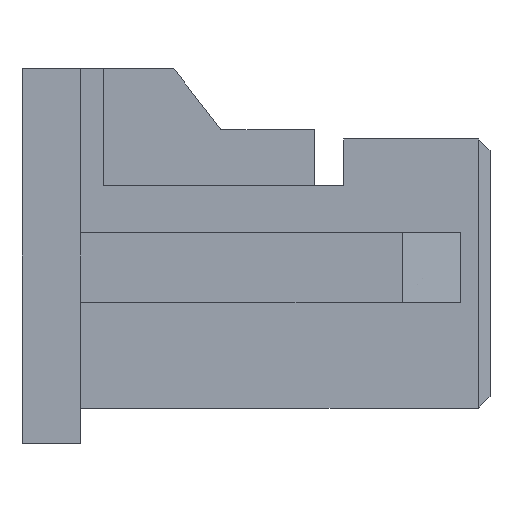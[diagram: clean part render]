
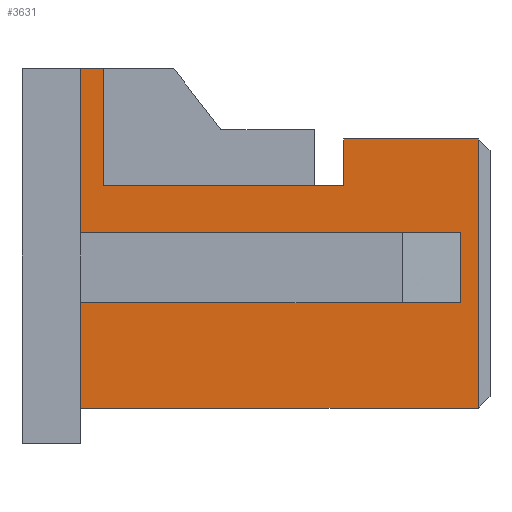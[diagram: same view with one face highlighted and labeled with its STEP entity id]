
A CAD part, left-side view. The second image highlights one B-rep face of the part: STEP entity #3631.
In plain terms, the highlighted planar face has unit normal (-1, 0, 0).
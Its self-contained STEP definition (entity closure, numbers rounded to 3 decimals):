
#63 = VECTOR ( 'NONE', #3243, 1000. ) ;
#189 = LINE ( 'NONE', #3066, #2492 ) ;
#194 = LINE ( 'NONE', #3847, #904 ) ;
#231 = EDGE_CURVE ( 'NONE', #2759, #2414, #571, .T. ) ;
#250 = VERTEX_POINT ( 'NONE', #2428 ) ;
#253 = DIRECTION ( 'NONE',  ( 0., 0., 1. ) ) ;
#254 = VECTOR ( 'NONE', #3772, 1000. ) ;
#260 = LINE ( 'NONE', #589, #4137 ) ;
#293 = CARTESIAN_POINT ( 'NONE',  ( 0.435, 0.25, -0.4 ) ) ;
#309 = EDGE_CURVE ( 'NONE', #4305, #1068, #194, .T. ) ;
#332 = VECTOR ( 'NONE', #4153, 1000. ) ;
#333 = ORIENTED_EDGE ( 'NONE', *, *, #2159, .F. ) ;
#480 = CARTESIAN_POINT ( 'NONE',  ( 0.435, 0.25, -0.4 ) ) ;
#553 = VECTOR ( 'NONE', #1661, 1000. ) ;
#571 = LINE ( 'NONE', #2009, #2098 ) ;
#589 = CARTESIAN_POINT ( 'NONE',  ( 0.435, 1.25, 0.6 ) ) ;
#617 = DIRECTION ( 'NONE',  ( 0., 0., 1. ) ) ;
#624 = EDGE_CURVE ( 'NONE', #250, #4332, #260, .T. ) ;
#685 = CARTESIAN_POINT ( 'NONE',  ( 0.435, 3.5, -1.3 ) ) ;
#801 = VERTEX_POINT ( 'NONE', #4343 ) ;
#904 = VECTOR ( 'NONE', #1641, 1000. ) ;
#968 = CARTESIAN_POINT ( 'NONE',  ( 0.435, 0.1, -1.3 ) ) ;
#1002 = LINE ( 'NONE', #2720, #332 ) ;
#1028 = ORIENTED_EDGE ( 'NONE', *, *, #4351, .T. ) ;
#1061 = VERTEX_POINT ( 'NONE', #685 ) ;
#1068 = VERTEX_POINT ( 'NONE', #4307 ) ;
#1113 = ORIENTED_EDGE ( 'NONE', *, *, #1677, .T. ) ;
#1267 = CARTESIAN_POINT ( 'NONE',  ( 0.435, 0.1, -1.3 ) ) ;
#1336 = CARTESIAN_POINT ( 'NONE',  ( 0.435, 3.5, 1.6 ) ) ;
#1369 = ORIENTED_EDGE ( 'NONE', *, *, #1971, .T. ) ;
#1373 = CARTESIAN_POINT ( 'NONE',  ( 0.435, 3.5, 0.2 ) ) ;
#1422 = PLANE ( 'NONE',  #4459 ) ;
#1454 = VECTOR ( 'NONE', #1601, 1000. ) ;
#1480 = ORIENTED_EDGE ( 'NONE', *, *, #3022, .F. ) ;
#1577 = CARTESIAN_POINT ( 'NONE',  ( 0.435, 3.5, -1.3 ) ) ;
#1601 = DIRECTION ( 'NONE',  ( 0., 0., 1. ) ) ;
#1602 = CARTESIAN_POINT ( 'NONE',  ( 0.435, 1.25, 1. ) ) ;
#1641 = DIRECTION ( 'NONE',  ( 0., -1., 0. ) ) ;
#1661 = DIRECTION ( 'NONE',  ( 0., 0., 1. ) ) ;
#1677 = EDGE_CURVE ( 'NONE', #2414, #250, #1002, .T. ) ;
#1961 = EDGE_CURVE ( 'NONE', #3597, #801, #4054, .T. ) ;
#1968 = VERTEX_POINT ( 'NONE', #4096 ) ;
#1971 = EDGE_CURVE ( 'NONE', #2381, #2759, #4497, .T. ) ;
#1987 = CARTESIAN_POINT ( 'NONE',  ( 0.435, 0.1, -1.3 ) ) ;
#2009 = CARTESIAN_POINT ( 'NONE',  ( 0.435, 0.1, 1. ) ) ;
#2025 = ORIENTED_EDGE ( 'NONE', *, *, #1961, .F. ) ;
#2098 = VECTOR ( 'NONE', #2383, 1000. ) ;
#2123 = VECTOR ( 'NONE', #3160, 1000. ) ;
#2132 = CARTESIAN_POINT ( 'NONE',  ( 0.435, 0., 0.2 ) ) ;
#2159 = EDGE_CURVE ( 'NONE', #1061, #2785, #2628, .T. ) ;
#2338 = CARTESIAN_POINT ( 'NONE',  ( 0.435, 0.1, 1. ) ) ;
#2339 = ORIENTED_EDGE ( 'NONE', *, *, #3503, .F. ) ;
#2381 = VERTEX_POINT ( 'NONE', #1267 ) ;
#2383 = DIRECTION ( 'NONE',  ( 0., 1., 0. ) ) ;
#2414 = VERTEX_POINT ( 'NONE', #1602 ) ;
#2428 = CARTESIAN_POINT ( 'NONE',  ( 0.435, 1.25, 0.6 ) ) ;
#2492 = VECTOR ( 'NONE', #3114, 1000. ) ;
#2571 = EDGE_CURVE ( 'NONE', #3597, #2785, #4221, .T. ) ;
#2628 = LINE ( 'NONE', #1577, #1454 ) ;
#2720 = CARTESIAN_POINT ( 'NONE',  ( 0.435, 1.25, 1. ) ) ;
#2759 = VERTEX_POINT ( 'NONE', #2338 ) ;
#2777 = LINE ( 'NONE', #968, #2123 ) ;
#2785 = VERTEX_POINT ( 'NONE', #3122 ) ;
#2859 = DIRECTION ( 'NONE',  ( 0., 1., 0. ) ) ;
#2949 = ORIENTED_EDGE ( 'NONE', *, *, #2571, .T. ) ;
#2989 = EDGE_LOOP ( 'NONE', ( #2949, #333, #1480, #1369, #2999, #1113, #3078, #1028, #3303, #2339, #3676, #2025 ) ) ;
#2999 = ORIENTED_EDGE ( 'NONE', *, *, #231, .T. ) ;
#3022 = EDGE_CURVE ( 'NONE', #2381, #1061, #2777, .T. ) ;
#3066 = CARTESIAN_POINT ( 'NONE',  ( 0.435, 0.25, 0.2 ) ) ;
#3078 = ORIENTED_EDGE ( 'NONE', *, *, #624, .T. ) ;
#3114 = DIRECTION ( 'NONE',  ( 0., 1., 0. ) ) ;
#3122 = CARTESIAN_POINT ( 'NONE',  ( 0.435, 3.5, -0.4 ) ) ;
#3160 = DIRECTION ( 'NONE',  ( 0., 1., 0. ) ) ;
#3212 = FACE_OUTER_BOUND ( 'NONE', #2989, .T. ) ;
#3238 = VECTOR ( 'NONE', #617, 1000. ) ;
#3243 = DIRECTION ( 'NONE',  ( 0., 1., 0. ) ) ;
#3261 = VECTOR ( 'NONE', #253, 1000. ) ;
#3303 = ORIENTED_EDGE ( 'NONE', *, *, #309, .F. ) ;
#3482 = CARTESIAN_POINT ( 'NONE',  ( 0.435, 3.3, 0.6 ) ) ;
#3503 = EDGE_CURVE ( 'NONE', #1968, #4305, #4233, .T. ) ;
#3597 = VERTEX_POINT ( 'NONE', #4571 ) ;
#3631 = ADVANCED_FACE ( 'NONE', ( #3212 ), #1422, .F. ) ;
#3676 = ORIENTED_EDGE ( 'NONE', *, *, #3987, .F. ) ;
#3772 = DIRECTION ( 'NONE',  ( 0., 0., 1. ) ) ;
#3810 = LINE ( 'NONE', #3482, #3261 ) ;
#3834 = CARTESIAN_POINT ( 'NONE',  ( 0.435, 3.3, 0.6 ) ) ;
#3847 = CARTESIAN_POINT ( 'NONE',  ( 0.435, 3.5, 1.6 ) ) ;
#3965 = DIRECTION ( 'NONE',  ( 1., 0., 0. ) ) ;
#3987 = EDGE_CURVE ( 'NONE', #801, #1968, #189, .T. ) ;
#4054 = LINE ( 'NONE', #480, #553 ) ;
#4096 = CARTESIAN_POINT ( 'NONE',  ( 0.435, 3.5, 0.2 ) ) ;
#4137 = VECTOR ( 'NONE', #4188, 1000. ) ;
#4153 = DIRECTION ( 'NONE',  ( 0., 0., -1. ) ) ;
#4188 = DIRECTION ( 'NONE',  ( 0., 1., 0. ) ) ;
#4221 = LINE ( 'NONE', #293, #63 ) ;
#4233 = LINE ( 'NONE', #1373, #3238 ) ;
#4305 = VERTEX_POINT ( 'NONE', #1336 ) ;
#4307 = CARTESIAN_POINT ( 'NONE',  ( 0.435, 3.3, 1.6 ) ) ;
#4332 = VERTEX_POINT ( 'NONE', #3834 ) ;
#4343 = CARTESIAN_POINT ( 'NONE',  ( 0.435, 0.25, 0.2 ) ) ;
#4351 = EDGE_CURVE ( 'NONE', #4332, #1068, #3810, .T. ) ;
#4459 = AXIS2_PLACEMENT_3D ( 'NONE', #2132, #3965, #2859 ) ;
#4497 = LINE ( 'NONE', #1987, #254 ) ;
#4571 = CARTESIAN_POINT ( 'NONE',  ( 0.435, 0.25, -0.4 ) ) ;
